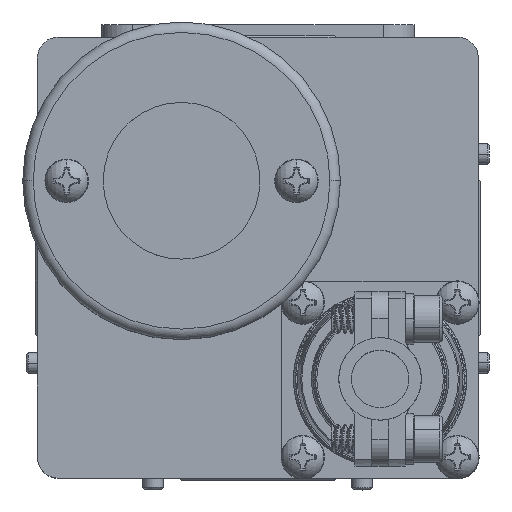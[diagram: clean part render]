
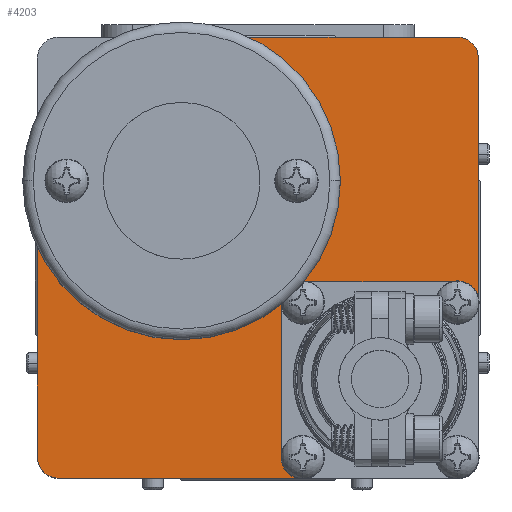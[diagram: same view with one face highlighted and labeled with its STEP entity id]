
A CAD part, top view. The second image highlights one B-rep face of the part: STEP entity #4203.
In plain terms, the highlighted planar face has unit normal (0, 0, 1).
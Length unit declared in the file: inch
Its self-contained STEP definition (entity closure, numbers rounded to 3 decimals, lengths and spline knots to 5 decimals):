
#804 = CIRCLE ( 'NONE', #255692, 0.1 ) ;
#4203 = ADVANCED_FACE ( 'NONE', ( #158568, #25692 ), #156395, .F. ) ;
#6110 = AXIS2_PLACEMENT_3D ( 'NONE', #47063, #182274, #284189 ) ;
#19845 = DIRECTION ( 'NONE',  ( -1., 0., 0. ) ) ;
#19880 = AXIS2_PLACEMENT_3D ( 'NONE', #98064, #71227, #233169 ) ;
#24570 = EDGE_CURVE ( 'NONE', #199416, #311974, #40856, .T. ) ;
#25006 = EDGE_CURVE ( 'NONE', #33755, #181260, #190242, .T. ) ;
#25692 = FACE_OUTER_BOUND ( 'NONE', #67385, .T. ) ;
#32539 = EDGE_CURVE ( 'NONE', #311974, #180800, #292635, .T. ) ;
#33755 = VERTEX_POINT ( 'NONE', #293831 ) ;
#40856 = CIRCLE ( 'NONE', #55089, 0.1 ) ;
#47063 = CARTESIAN_POINT ( 'NONE',  ( -0.365, 0.365, 1.045 ) ) ;
#51092 = ORIENTED_EDGE ( 'NONE', *, *, #112688, .T. ) ;
#54519 = CARTESIAN_POINT ( 'NONE',  ( 0.325, 0.365, 1.045 ) ) ;
#55089 = AXIS2_PLACEMENT_3D ( 'NONE', #150580, #316820, #19845 ) ;
#57763 = EDGE_CURVE ( 'NONE', #247776, #394354, #269314, .T. ) ;
#57943 = VERTEX_POINT ( 'NONE', #250712 ) ;
#58429 = CIRCLE ( 'NONE', #419552, 0.1 ) ;
#64377 = ORIENTED_EDGE ( 'NONE', *, *, #244174, .T. ) ;
#67385 = EDGE_LOOP ( 'NONE', ( #280006, #265098, #51092, #71424, #374969, #385337, #218807, #145492, #269756 ) ) ;
#71227 = DIRECTION ( 'NONE',  ( 0., 0., -1. ) ) ;
#71424 = ORIENTED_EDGE ( 'NONE', *, *, #99333, .T. ) ;
#76126 = VERTEX_POINT ( 'NONE', #103275 ) ;
#77364 = DIRECTION ( 'NONE',  ( 1., 0., 0. ) ) ;
#77860 = LINE ( 'NONE', #106884, #312374 ) ;
#78075 = CARTESIAN_POINT ( 'NONE',  ( -0.365, 0.365, 1.045 ) ) ;
#87649 = DIRECTION ( 'NONE',  ( -1., 0., 0. ) ) ;
#89935 = DIRECTION ( 'NONE',  ( -1., 0., 0. ) ) ;
#98064 = CARTESIAN_POINT ( 'NONE',  ( 0.215, -0.955, 1.045 ) ) ;
#99333 = EDGE_CURVE ( 'NONE', #76126, #199416, #177153, .T. ) ;
#103275 = CARTESIAN_POINT ( 'NONE',  ( -0.955, -1.055, 1.045 ) ) ;
#106884 = CARTESIAN_POINT ( 'NONE',  ( -1.055, -1.055, 1.045 ) ) ;
#107460 = CARTESIAN_POINT ( 'NONE',  ( -1.055, 1.055, 1.045 ) ) ;
#109190 = CARTESIAN_POINT ( 'NONE',  ( 0.955, 0.955, 1.045 ) ) ;
#112688 = EDGE_CURVE ( 'NONE', #268638, #76126, #58429, .T. ) ;
#113972 = AXIS2_PLACEMENT_3D ( 'NONE', #360406, #154223, #89935 ) ;
#120888 = DIRECTION ( 'NONE',  ( 0., 0., -1. ) ) ;
#122019 = DIRECTION ( 'NONE',  ( 0., 1., 0. ) ) ;
#128880 = DIRECTION ( 'NONE',  ( 0., 0., 1. ) ) ;
#145365 = EDGE_CURVE ( 'NONE', #172196, #57943, #205503, .T. ) ;
#145492 = ORIENTED_EDGE ( 'NONE', *, *, #57763, .T. ) ;
#150580 = CARTESIAN_POINT ( 'NONE',  ( 0.955, -0.955, 1.045 ) ) ;
#154223 = DIRECTION ( 'NONE',  ( 0., 0., -1. ) ) ;
#156395 = PLANE ( 'NONE',  #113972 ) ;
#158568 = FACE_BOUND ( 'NONE', #420213, .T. ) ;
#162913 = CARTESIAN_POINT ( 'NONE',  ( -1.055, -0.955, 1.045 ) ) ;
#172196 = VERTEX_POINT ( 'NONE', #266045 ) ;
#177153 = LINE ( 'NONE', #381148, #322544 ) ;
#180800 = VERTEX_POINT ( 'NONE', #291060 ) ;
#181260 = VERTEX_POINT ( 'NONE', #54519 ) ;
#182274 = DIRECTION ( 'NONE',  ( 0., 0., 1. ) ) ;
#184349 = DIRECTION ( 'NONE',  ( -1., 0., 0. ) ) ;
#190242 = CIRCLE ( 'NONE', #6110, 0.69 ) ;
#196863 = CIRCLE ( 'NONE', #19880, 0.04975 ) ;
#198015 = CARTESIAN_POINT ( 'NONE',  ( 0.955, -1.055, 1.045 ) ) ;
#199416 = VERTEX_POINT ( 'NONE', #198015 ) ;
#205503 = CIRCLE ( 'NONE', #276223, 0.04975 ) ;
#213310 = DIRECTION ( 'NONE',  ( 0., 0., 1. ) ) ;
#218807 = ORIENTED_EDGE ( 'NONE', *, *, #257060, .T. ) ;
#228571 = CARTESIAN_POINT ( 'NONE',  ( -0.955, -0.955, 1.045 ) ) ;
#233169 = DIRECTION ( 'NONE',  ( -1., 0., 0. ) ) ;
#240218 = CARTESIAN_POINT ( 'NONE',  ( 1.055, -0.955, 1.045 ) ) ;
#244174 = EDGE_CURVE ( 'NONE', #57943, #172196, #196863, .T. ) ;
#244270 = DIRECTION ( 'NONE',  ( 0., 0., 1. ) ) ;
#247776 = VERTEX_POINT ( 'NONE', #321983 ) ;
#249445 = CARTESIAN_POINT ( 'NONE',  ( 0.215, -0.955, 1.045 ) ) ;
#250712 = CARTESIAN_POINT ( 'NONE',  ( 0.16525, -0.955, 1.045 ) ) ;
#254634 = CARTESIAN_POINT ( 'NONE',  ( -0.365, 1.055, 1.045 ) ) ;
#255692 = AXIS2_PLACEMENT_3D ( 'NONE', #109190, #244270, #184349 ) ;
#257060 = EDGE_CURVE ( 'NONE', #180800, #247776, #804, .T. ) ;
#265098 = ORIENTED_EDGE ( 'NONE', *, *, #348783, .T. ) ;
#266045 = CARTESIAN_POINT ( 'NONE',  ( 0.26475, -0.955, 1.045 ) ) ;
#268638 = VERTEX_POINT ( 'NONE', #162913 ) ;
#269314 = LINE ( 'NONE', #107460, #406528 ) ;
#269756 = ORIENTED_EDGE ( 'NONE', *, *, #363590, .F. ) ;
#276223 = AXIS2_PLACEMENT_3D ( 'NONE', #249445, #120888, #87649 ) ;
#280006 = ORIENTED_EDGE ( 'NONE', *, *, #25006, .F. ) ;
#281770 = DIRECTION ( 'NONE',  ( 0., -1., 0. ) ) ;
#284189 = DIRECTION ( 'NONE',  ( 1., 0., 0. ) ) ;
#291060 = CARTESIAN_POINT ( 'NONE',  ( 1.055, 0.955, 1.045 ) ) ;
#292635 = LINE ( 'NONE', #425807, #319454 ) ;
#293831 = CARTESIAN_POINT ( 'NONE',  ( -1.055, 0.365, 1.045 ) ) ;
#311974 = VERTEX_POINT ( 'NONE', #240218 ) ;
#312374 = VECTOR ( 'NONE', #281770, 39.37008 ) ;
#316820 = DIRECTION ( 'NONE',  ( 0., 0., 1. ) ) ;
#319454 = VECTOR ( 'NONE', #122019, 39.37008 ) ;
#321983 = CARTESIAN_POINT ( 'NONE',  ( 0.955, 1.055, 1.045 ) ) ;
#322544 = VECTOR ( 'NONE', #77364, 39.37008 ) ;
#337420 = CIRCLE ( 'NONE', #407523, 0.69 ) ;
#339280 = DIRECTION ( 'NONE',  ( -1., 0., 0. ) ) ;
#342327 = DIRECTION ( 'NONE',  ( -1., 0., 0. ) ) ;
#348783 = EDGE_CURVE ( 'NONE', #33755, #268638, #77860, .T. ) ;
#360406 = CARTESIAN_POINT ( 'NONE',  ( 0., 0., 1.045 ) ) ;
#363590 = EDGE_CURVE ( 'NONE', #181260, #394354, #337420, .T. ) ;
#374969 = ORIENTED_EDGE ( 'NONE', *, *, #24570, .T. ) ;
#381148 = CARTESIAN_POINT ( 'NONE',  ( -1.055, -1.055, 1.045 ) ) ;
#385337 = ORIENTED_EDGE ( 'NONE', *, *, #32539, .T. ) ;
#394354 = VERTEX_POINT ( 'NONE', #254634 ) ;
#405066 = ORIENTED_EDGE ( 'NONE', *, *, #145365, .T. ) ;
#406528 = VECTOR ( 'NONE', #342327, 39.37008 ) ;
#407523 = AXIS2_PLACEMENT_3D ( 'NONE', #78075, #213310, #423901 ) ;
#419552 = AXIS2_PLACEMENT_3D ( 'NONE', #228571, #128880, #339280 ) ;
#420213 = EDGE_LOOP ( 'NONE', ( #405066, #64377 ) ) ;
#423901 = DIRECTION ( 'NONE',  ( 1., 0., 0. ) ) ;
#425807 = CARTESIAN_POINT ( 'NONE',  ( 1.055, -1.055, 1.045 ) ) ;
